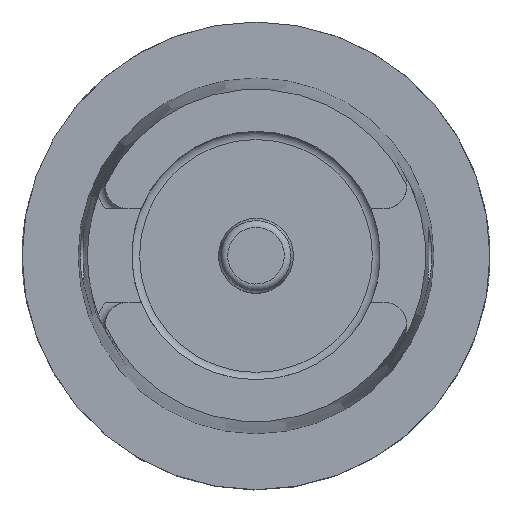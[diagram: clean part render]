
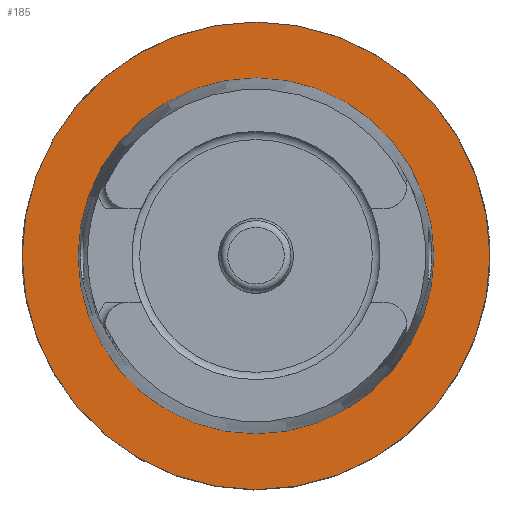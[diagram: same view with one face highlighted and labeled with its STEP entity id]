
A CAD part, top view. The second image highlights one B-rep face of the part: STEP entity #185.
In plain terms, the highlighted planar face has unit normal (0, 0, 1).
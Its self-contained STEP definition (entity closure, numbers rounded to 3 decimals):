
#43=FACE_BOUND('',#341,.T.);
#44=FACE_BOUND('',#342,.T.);
#185=ADVANCED_FACE('',(#43,#44),#239,.F.);
#239=PLANE('',#1336);
#341=EDGE_LOOP('',(#664));
#342=EDGE_LOOP('',(#665));
#428=CIRCLE('',#1333,49.965);
#429=CIRCLE('',#1335,38.008);
#664=ORIENTED_EDGE('',*,*,#1030,.F.);
#665=ORIENTED_EDGE('',*,*,#1029,.F.);
#875=VERTEX_POINT('',#2030);
#876=VERTEX_POINT('',#2033);
#1029=EDGE_CURVE('',#875,#875,#428,.T.);
#1030=EDGE_CURVE('',#876,#876,#429,.T.);
#1333=AXIS2_PLACEMENT_3D('',#2029,#1595,#1596);
#1335=AXIS2_PLACEMENT_3D('',#2032,#1599,#1600);
#1336=AXIS2_PLACEMENT_3D('',#2034,#1601,#1602);
#1595=DIRECTION('',(0.,0.,-1.));
#1596=DIRECTION('',(-1.,0.,0.));
#1599=DIRECTION('',(0.,0.,1.));
#1600=DIRECTION('',(-1.,0.,0.));
#1601=DIRECTION('',(0.,0.,-1.));
#1602=DIRECTION('',(-1.,0.,0.));
#2029=CARTESIAN_POINT('',(0.,0.,0.));
#2030=CARTESIAN_POINT('',(-49.965,0.,0.));
#2032=CARTESIAN_POINT('',(0.,0.,0.));
#2033=CARTESIAN_POINT('',(-38.008,0.,0.));
#2034=CARTESIAN_POINT('',(0.,-39.479,0.));
